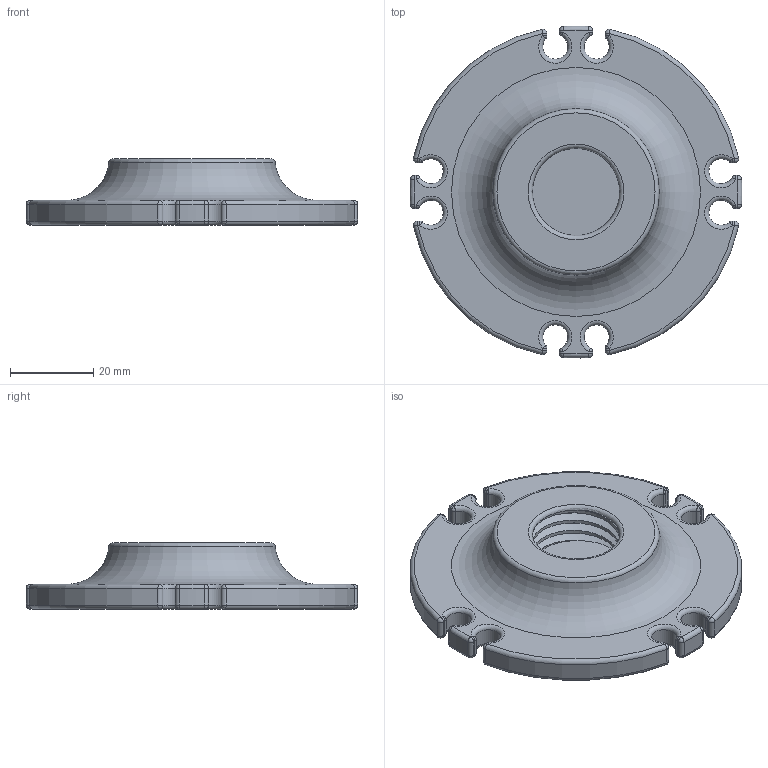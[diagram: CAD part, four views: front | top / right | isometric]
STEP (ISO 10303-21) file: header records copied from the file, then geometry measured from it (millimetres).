
FILE_DESCRIPTION(/* description */ (''),/* implementation_level */ '2;1');
FILE_NAME(/* name */ 'OSSM Tie Down and Suction Plate v2.step',/* time_stamp */ '2021-08-05T08:57:34-04:00',/* author */ (''),/* organization */ (''),/* preprocessor_version */ 'ST-DEVELOPER v18.1',/* originating_system */ 'Autodesk Translation Framework v10.9.0.1377',/* authorisation */ '');
FILE_SCHEMA (('AUTOMOTIVE_DESIGN { 1 0 10303 214 3 1 1 }'));
Length unit declared in the file: millimetre
Products named in the file (1): OSSM Tie Down and Suction Plate
Bounding box: 79.97 x 79.97 x 16 mm (x, y, z)
Volume: 39991.5 mm3; surface area: 13327.3 mm2
Topology: 1 solids, 1 shells, 210 faces, 424 edges, 218 vertices
Faces by surface type: cylinder 88, sphere 64, torus 35, plane 21, bspline 2
Full cylindrical faces by diameter (mm): 21.002 x2, 24.349 x2
Entity records: 6535 total; most frequent: CARTESIAN_POINT 2035, DIRECTION 1092, ORIENTED_EDGE 848, AXIS2_PLACEMENT_3D 479, EDGE_CURVE 424, CIRCLE 270, VERTEX_POINT 218, EDGE_LOOP 212
